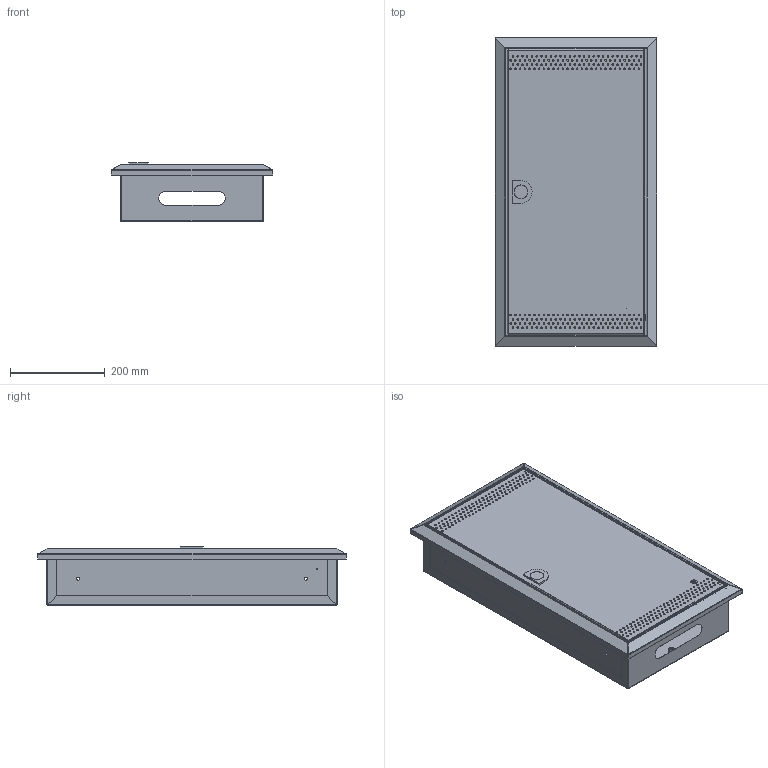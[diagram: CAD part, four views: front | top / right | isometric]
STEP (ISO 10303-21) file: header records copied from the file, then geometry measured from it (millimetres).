
FILE_DESCRIPTION (( 'STEP AP203' ), '1' );
FILE_NAME ('Ùèò Crosser R-3 (650õ340õ120) IP31 EKF PROxima.STEP', '2021-07-13T08:06:54', ( '' ), ( '' ), 'SwSTEP 2.0', 'SolidWorks 2021', '' );
FILE_SCHEMA (( 'CONFIG_CONTROL_DESIGN' ));
Length unit declared in the file: millimetre
Products named in the file (22): pan head cross recess screw_din_DIN EN ISO 7045 - M4 x 12 - Z - 12N; ÌÈ-1775.01.00.000 ÑÁ Êîðïóñ â ñáîðå; ÌÈ-1775.03.00.000 ÑÁ Ðàìêà â ñáîðå; pan head cross recess screw_din_DIN EN ISO 7045 - M4 x 16 - Z - 16N; Øïèëüêà ïðèâàðíàÿ Ì6õ12; ÌÈ-1344.03.00.003 Ðàìêà; Øïèëüêà ïðèâàðíàÿ Ì6õ20; ÌÈ-1775.00.00.001 Ïàíåëü ìîíòàæíàÿ; 昈-1775.01.00.001 扻豵鵨; Çàêëåïêà ãàå÷íàÿ Ì4; 櫻蠉錪3; ﾌﾈ-1775.04.00.001 ﾄ粢; Çàìîê ïëàñòèêîâûé; hex flange nut_din_Hexagon Flange Nut DIN 6923 - M6 - N; ÌÈ-1775.04.00.000 ÑÁ Äâåðü â ñáîðå; ÌÈ-1775.03.00.001 Ðàìêà ëåâàÿ; ÌÈ-1775.01.01.000 ÑÁ Ñòåíêà â ñáîðå; 昈-1775.01.01.001 栺樇罻; 櫻蠉錪1; ÌÈ-1775.03.00.002 Ðàìêà ïðàâàÿ; 櫻蠉錪2; Ùèò Crosser R-3 (650õ340õ120) IP31 EKF PROxima
Assembly tree (37 placements, depth 4):
  Ùèò Crosser R-3 (650õ340õ120) IP31 EKF PROxima
    ÌÈ-1775.01.00.000 ÑÁ Êîðïóñ â ñáîðå
      昈-1775.01.00.001 扻豵鵨
      昈-1775.01.01.001 栺樇罻
      Çàêëåïêà ãàå÷íàÿ Ì4  x4
      ÌÈ-1775.01.01.000 ÑÁ Ñòåíêà â ñáîðå
        昈-1775.01.01.001 栺樇罻
        Øïèëüêà ïðèâàðíàÿ Ì6õ12
      Øïèëüêà ïðèâàðíàÿ Ì6õ20  x2
    ÌÈ-1775.03.00.000 ÑÁ Ðàìêà â ñáîðå
      ÌÈ-1775.03.00.001 Ðàìêà ëåâàÿ
      ÌÈ-1775.03.00.002 Ðàìêà ïðàâàÿ
      ÌÈ-1344.03.00.003 Ðàìêà  x2
    ÌÈ-1775.04.00.000 ÑÁ Äâåðü â ñáîðå
      ﾌﾈ-1775.04.00.001 ﾄ粢
      Øïèëüêà ïðèâàðíàÿ Ì6õ12
      Çàêëåïêà ãàå÷íàÿ Ì4  x2
      Çàìîê ïëàñòèêîâûé
        櫻蠉錪1
        櫻蠉錪2
        櫻蠉錪3
    pan head cross recess screw_din_DIN EN ISO 7045 - M4 x 16 - Z - 16N  x2
    pan head cross recess screw_din_DIN EN ISO 7045 - M4 x 12 - Z - 12N  x4
    hex flange nut_din_Hexagon Flange Nut DIN 6923 - M6 - N  x4
    ÌÈ-1775.00.00.001 Ïàíåëü ìîíòàæíàÿ
Bounding box: 340 x 650 x 123.6 mm (x, y, z)
Volume: 770295.5 mm3; surface area: 1785550.2 mm2
Topology: 32 solids, 32 shells, 1393 faces, 3490 edges, 2178 vertices
Faces by surface type: cylinder 710, plane 415, cone 116, torus 80, bspline 60, sphere 12
Entity records: 35248 total; most frequent: CARTESIAN_POINT 6783, DIRECTION 5606, ORIENTED_EDGE 5080, EDGE_CURVE 2540, AXIS2_PLACEMENT_3D 2251, VERTEX_POINT 1614, EDGE_LOOP 1500, CIRCLE 1274
